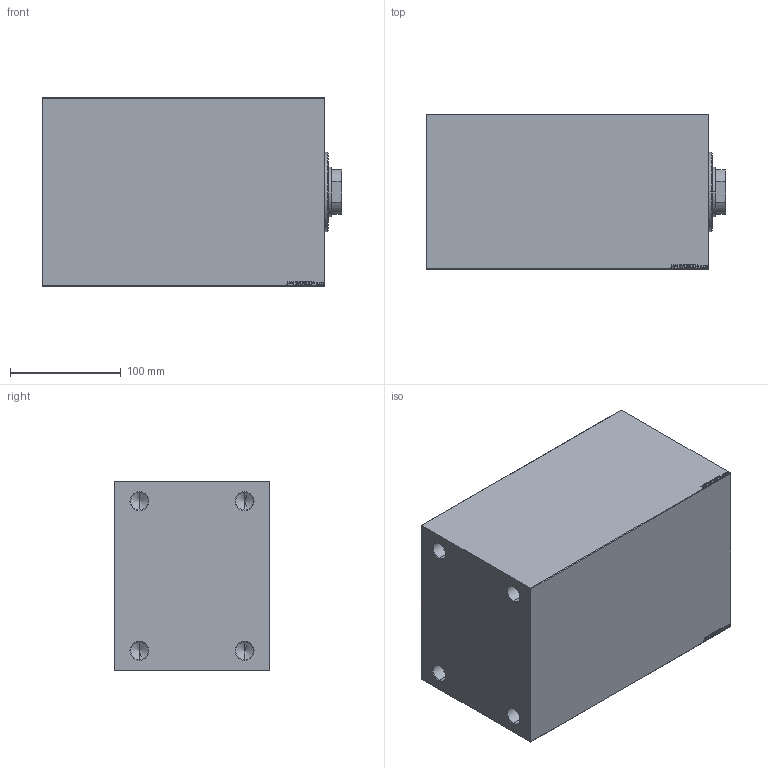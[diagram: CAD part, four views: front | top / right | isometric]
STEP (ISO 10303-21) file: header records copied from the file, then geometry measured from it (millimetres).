
FILE_DESCRIPTION (( 'STEP AP203' ), '1' );
FILE_NAME ('791c.STEP', '2023-03-20T11:33:16', ( '' ), ( '' ), 'SwSTEP 2.0', 'SolidWorks 2019', '' );
FILE_SCHEMA (( 'CONFIG_CONTROL_DESIGN' ));
Length unit declared in the file: millimetre
Products named in the file (4): V450CP_VC_B 972cff3ee338226da5a9931c939c2902; 791c; V450CP_B 972cff3ee338226da5a9931c939c2902; V450CP_B_VCP 972cff3ee338226da5a9931c939c2902
Assembly tree (3 placements, depth 2):
  791c
    V450CP_B 972cff3ee338226da5a9931c939c2902
    V450CP_B_VCP 972cff3ee338226da5a9931c939c2902
    V450CP_VC_B 972cff3ee338226da5a9931c939c2902
Bounding box: 270 x 140 x 170 mm (x, y, z)
Volume: 5187709 mm3; surface area: 399429.3 mm2
Topology: 3 solids, 3 shells, 904 faces, 2302 edges, 1505 vertices
Faces by surface type: plane 406, bspline 380, cylinder 68, cone 50
Entity records: 45022 total; most frequent: CARTESIAN_POINT 25331, ORIENTED_EDGE 4568, DIRECTION 2736, EDGE_CURVE 2284, VERTEX_POINT 1505, LINE 1348, VECTOR 1348, EDGE_LOOP 1029
